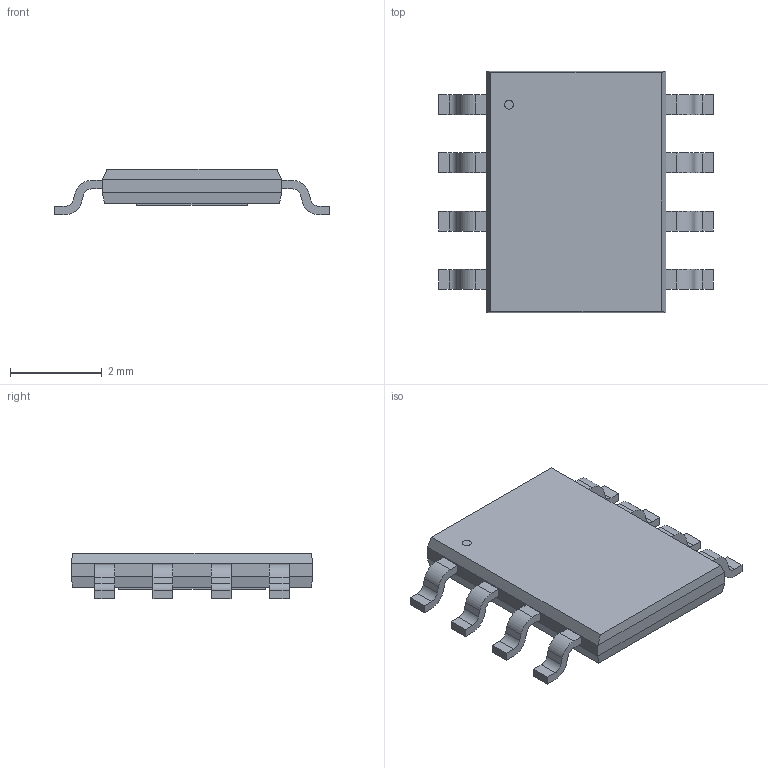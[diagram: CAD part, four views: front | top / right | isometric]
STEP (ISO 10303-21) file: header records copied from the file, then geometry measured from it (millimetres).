
FILE_DESCRIPTION (( 'STEP AP214' ), '1' );
FILE_NAME ('ROHM_HTSOP-J8.STEP', '2021-01-15T08:56:07', ( '' ), ( '' ), 'SwSTEP 2.0', 'SolidWorks 2020', '' );
FILE_SCHEMA (( 'AUTOMOTIVE_DESIGN' ));
Length unit declared in the file: millimetre
Products named in the file (1): ROHM_HTSOP-J8
Bounding box: 5.99 x 5.26 x 0.99 mm (x, y, z)
Volume: 16.2 mm3; surface area: 83.6 mm2
Topology: 11 solids, 11 shells, 136 faces, 334 edges, 220 vertices
Faces by surface type: plane 102, cylinder 34
Entity records: 4202 total; most frequent: CARTESIAN_POINT 979, ORIENTED_EDGE 668, DIRECTION 580, EDGE_CURVE 334, VERTEX_POINT 220, AXIS2_PLACEMENT_3D 205, VECTOR 170, LINE 170
